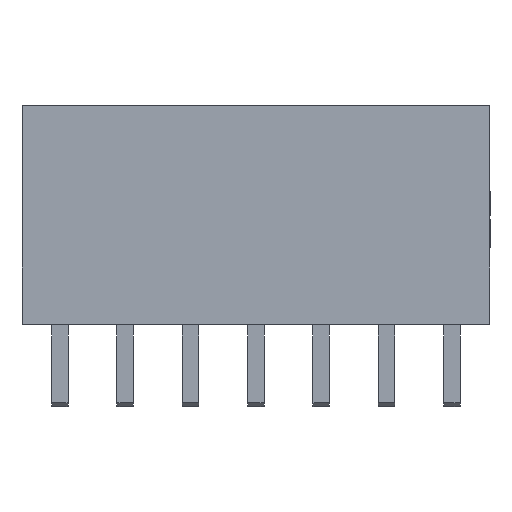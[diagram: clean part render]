
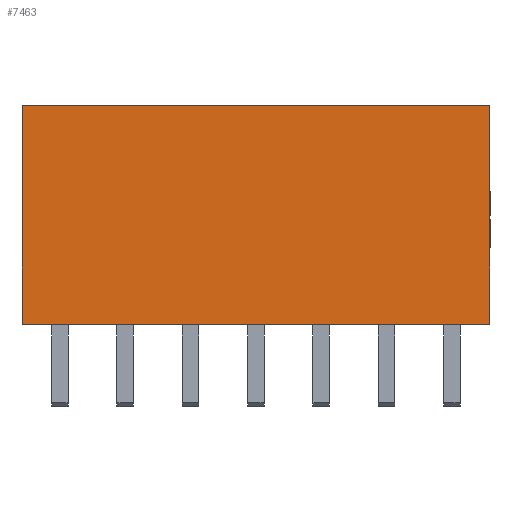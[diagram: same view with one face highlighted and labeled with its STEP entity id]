
A CAD part, front view. The second image highlights one B-rep face of the part: STEP entity #7463.
In plain terms, the highlighted planar face has unit normal (0, -1, 0).
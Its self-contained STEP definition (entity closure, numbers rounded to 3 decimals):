
#455=FACE_OUTER_BOUND('',#893,.T.);
#893=EDGE_LOOP('',(#5172,#5173,#5174,#5175));
#1261=LINE('',#9843,#2097);
#1519=LINE('',#10885,#2355);
#1535=LINE('',#10916,#2371);
#1536=LINE('',#10918,#2372);
#2097=VECTOR('',#8238,1.);
#2355=VECTOR('',#8654,1.);
#2371=VECTOR('',#8676,1.);
#2372=VECTOR('',#8679,1.);
#2933=VERTEX_POINT('',#9840);
#2934=VERTEX_POINT('',#9842);
#3239=VERTEX_POINT('',#10883);
#3251=VERTEX_POINT('',#10914);
#3633=EDGE_CURVE('',#2933,#2934,#1261,.T.);
#3981=EDGE_CURVE('',#3239,#2933,#1519,.T.);
#3997=EDGE_CURVE('',#3239,#3251,#1535,.T.);
#3998=EDGE_CURVE('',#3251,#2934,#1536,.T.);
#5172=ORIENTED_EDGE('',*,*,#3998,.T.);
#5173=ORIENTED_EDGE('',*,*,#3633,.F.);
#5174=ORIENTED_EDGE('',*,*,#3981,.F.);
#5175=ORIENTED_EDGE('',*,*,#3997,.T.);
#6871=PLANE('',#7928);
#7463=ADVANCED_FACE('',(#455),#6871,.F.);
#7928=AXIS2_PLACEMENT_3D('',#10917,#8677,#8678);
#8238=DIRECTION('',(0.,0.,-1.));
#8654=DIRECTION('',(1.,0.,0.));
#8676=DIRECTION('',(0.,0.,-1.));
#8677=DIRECTION('center_axis',(0.,1.,0.));
#8678=DIRECTION('ref_axis',(0.,0.,1.));
#8679=DIRECTION('',(1.,0.,0.));
#9840=CARTESIAN_POINT('',(9.09,-1.2,8.7));
#9842=CARTESIAN_POINT('',(9.09,-1.2,0.2));
#9843=CARTESIAN_POINT('',(9.09,-1.2,8.7));
#10883=CARTESIAN_POINT('',(-9.09,-1.2,8.7));
#10885=CARTESIAN_POINT('',(-9.09,-1.2,8.7));
#10914=CARTESIAN_POINT('',(-9.09,-1.2,0.2));
#10916=CARTESIAN_POINT('',(-9.09,-1.2,8.7));
#10917=CARTESIAN_POINT('Origin',(-9.09,-1.2,8.7));
#10918=CARTESIAN_POINT('',(-9.09,-1.2,0.2));
